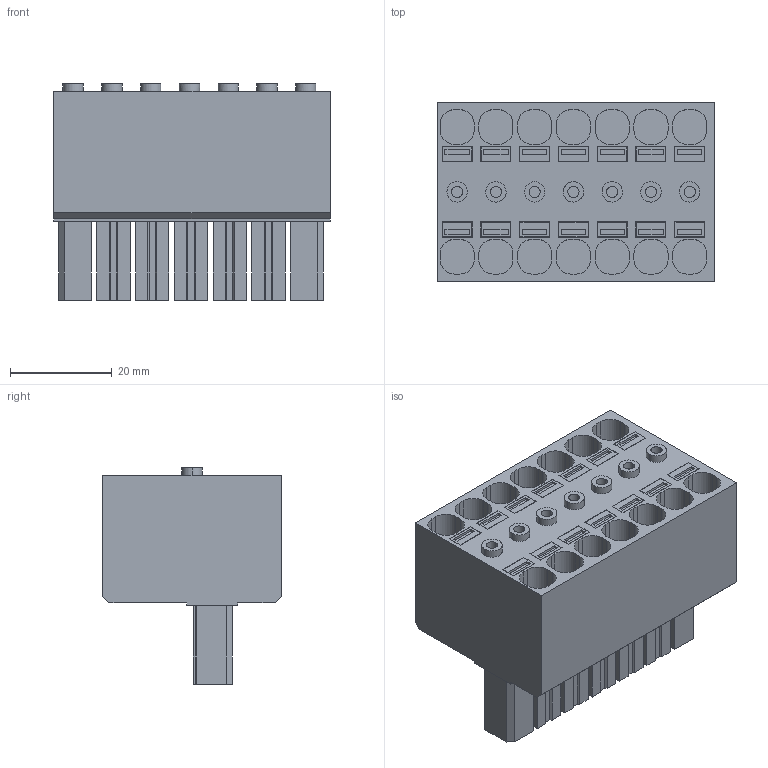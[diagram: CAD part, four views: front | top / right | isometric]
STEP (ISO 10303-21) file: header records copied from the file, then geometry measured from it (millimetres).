
FILE_DESCRIPTION(('CATIA V5 STEP Exchange','CAx-IF Rec.Pracs.--- Model Styling and Organization---1.4--- 2014-01-23'),'2;1');
FILE_NAME ('1208080-3_0_2720470000_2720470000.stp','2020-07-22T07:24:33+00:00',('none'),('Weidmueller'),'CATIA Version 5-6 Release 2016','CATIA V5 STEP AP214','none');
FILE_SCHEMA(('AUTOMOTIVE_DESIGN { 1 0 10303 214 1 1 1 1 }'));
Length unit declared in the file: millimetre
Products named in the file (1): 2720470000
Bounding box: 54.34 x 35.05 x 42.58 mm (x, y, z)
Volume: 49020.2 mm3; surface area: 17502.9 mm2
Topology: 15 solids, 15 shells, 756 faces, 1884 edges, 1256 vertices
Faces by surface type: plane 672, cylinder 84
Entity records: 21469 total; most frequent: CARTESIAN_POINT 3847, ORIENTED_EDGE 3768, DIRECTION 2837, EDGE_CURVE 1884, VECTOR 1716, LINE 1716, VERTEX_POINT 1256, EDGE_LOOP 854
